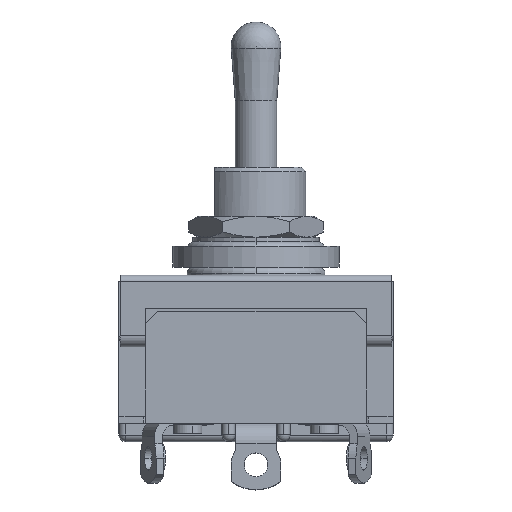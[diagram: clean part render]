
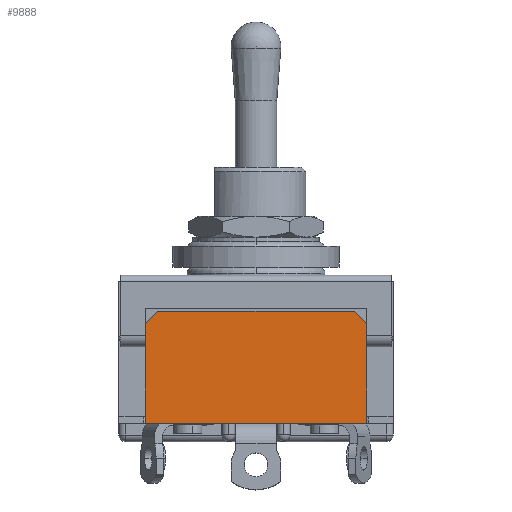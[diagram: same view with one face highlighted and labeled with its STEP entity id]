
A CAD part, top view. The second image highlights one B-rep face of the part: STEP entity #9888.
In plain terms, the highlighted planar face has unit normal (0, 0, 1).
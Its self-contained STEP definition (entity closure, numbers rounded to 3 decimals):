
#133 = ORIENTED_EDGE ( 'NONE', *, *, #7816, .T. ) ;
#879 = CARTESIAN_POINT ( 'NONE',  ( -13.3, -17., 9.6 ) ) ;
#1139 = EDGE_CURVE ( 'NONE', #3496, #1748, #3203, .T. ) ;
#1189 = LINE ( 'NONE', #2250, #7040 ) ;
#1228 = DIRECTION ( 'NONE',  ( 0., 0., -1. ) ) ;
#1302 = DIRECTION ( 'NONE',  ( -0.707, -0.707, 0. ) ) ;
#1748 = VERTEX_POINT ( 'NONE', #9256 ) ;
#1926 = CARTESIAN_POINT ( 'NONE',  ( 13.3, -17., 9.6 ) ) ;
#2138 = LINE ( 'NONE', #8742, #7283 ) ;
#2234 = ORIENTED_EDGE ( 'NONE', *, *, #5509, .T. ) ;
#2250 = CARTESIAN_POINT ( 'NONE',  ( -13.3, -3.5, 9.6 ) ) ;
#2257 = ORIENTED_EDGE ( 'NONE', *, *, #6399, .T. ) ;
#2298 = DIRECTION ( 'NONE',  ( -1., 0., 0. ) ) ;
#2307 = CARTESIAN_POINT ( 'NONE',  ( 11.8, -3.5, 9.6 ) ) ;
#2406 = VERTEX_POINT ( 'NONE', #4921 ) ;
#2665 = VERTEX_POINT ( 'NONE', #4047 ) ;
#2728 = VECTOR ( 'NONE', #8500, 1000. ) ;
#3018 = VERTEX_POINT ( 'NONE', #4372 ) ;
#3027 = CARTESIAN_POINT ( 'NONE',  ( -13.3, -17., 9.6 ) ) ;
#3203 = LINE ( 'NONE', #1926, #7021 ) ;
#3303 = ORIENTED_EDGE ( 'NONE', *, *, #1139, .T. ) ;
#3316 = VECTOR ( 'NONE', #1302, 1000. ) ;
#3496 = VERTEX_POINT ( 'NONE', #9894 ) ;
#3635 = CARTESIAN_POINT ( 'NONE',  ( -13.3, -5., 9.6 ) ) ;
#3688 = LINE ( 'NONE', #879, #2728 ) ;
#3937 = ORIENTED_EDGE ( 'NONE', *, *, #7520, .T. ) ;
#4047 = CARTESIAN_POINT ( 'NONE',  ( -11.8, -3.5, 9.6 ) ) ;
#4136 = DIRECTION ( 'NONE',  ( 1., 0., 0. ) ) ;
#4275 = CARTESIAN_POINT ( 'NONE',  ( -13.3, -3.5, 9.6 ) ) ;
#4372 = CARTESIAN_POINT ( 'NONE',  ( 11.8, -3.5, 9.6 ) ) ;
#4921 = CARTESIAN_POINT ( 'NONE',  ( -13.3, -5., 9.6 ) ) ;
#5002 = ORIENTED_EDGE ( 'NONE', *, *, #6532, .T. ) ;
#5171 = EDGE_LOOP ( 'NONE', ( #3303, #5002, #133, #2257, #2234, #3937 ) ) ;
#5224 = LINE ( 'NONE', #2307, #6538 ) ;
#5415 = VERTEX_POINT ( 'NONE', #3027 ) ;
#5466 = LINE ( 'NONE', #3635, #3316 ) ;
#5509 = EDGE_CURVE ( 'NONE', #2406, #5415, #3688, .T. ) ;
#6399 = EDGE_CURVE ( 'NONE', #2665, #2406, #5466, .T. ) ;
#6532 = EDGE_CURVE ( 'NONE', #1748, #3018, #5224, .T. ) ;
#6538 = VECTOR ( 'NONE', #6880, 1000. ) ;
#6642 = FACE_OUTER_BOUND ( 'NONE', #5171, .T. ) ;
#6880 = DIRECTION ( 'NONE',  ( -0.707, 0.707, 0. ) ) ;
#7021 = VECTOR ( 'NONE', #9668, 1000. ) ;
#7040 = VECTOR ( 'NONE', #2298, 1000. ) ;
#7283 = VECTOR ( 'NONE', #4136, 1000. ) ;
#7520 = EDGE_CURVE ( 'NONE', #5415, #3496, #2138, .T. ) ;
#7816 = EDGE_CURVE ( 'NONE', #3018, #2665, #1189, .T. ) ;
#8100 = DIRECTION ( 'NONE',  ( -1., 0., 0. ) ) ;
#8500 = DIRECTION ( 'NONE',  ( 0., -1., 0. ) ) ;
#8742 = CARTESIAN_POINT ( 'NONE',  ( -13.3, -17., 9.6 ) ) ;
#8823 = PLANE ( 'NONE',  #9862 ) ;
#9256 = CARTESIAN_POINT ( 'NONE',  ( 13.3, -5., 9.6 ) ) ;
#9668 = DIRECTION ( 'NONE',  ( 0., 1., 0. ) ) ;
#9862 = AXIS2_PLACEMENT_3D ( 'NONE', #4275, #1228, #8100 ) ;
#9888 = ADVANCED_FACE ( 'NONE', ( #6642 ), #8823, .F. ) ;
#9894 = CARTESIAN_POINT ( 'NONE',  ( 13.3, -17., 9.6 ) ) ;
